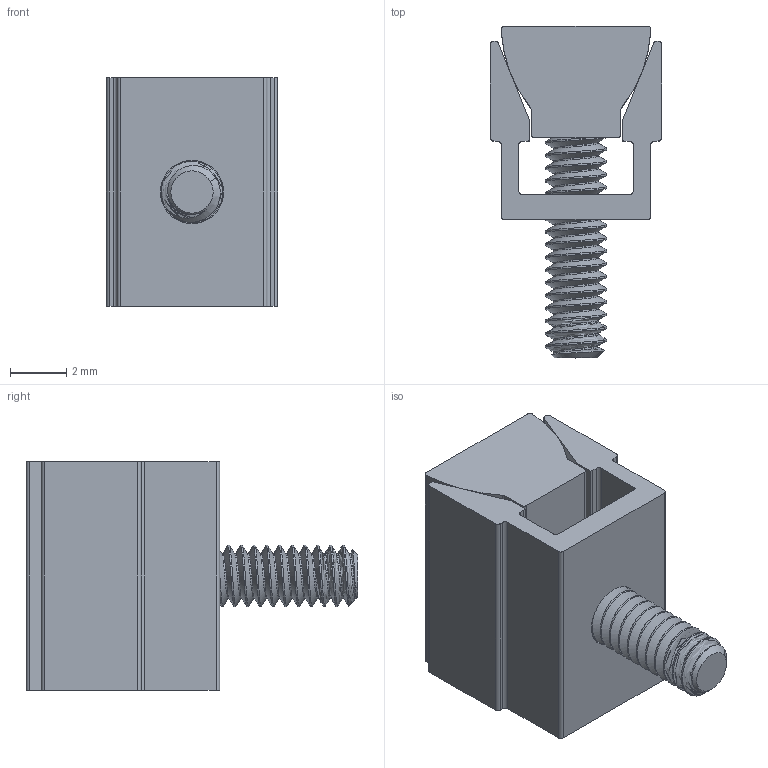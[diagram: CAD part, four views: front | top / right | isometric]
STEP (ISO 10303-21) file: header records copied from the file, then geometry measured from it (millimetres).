
FILE_DESCRIPTION (( 'STEP AP214' ), '1' );
FILE_NAME ('60250.STEP', '2022-03-09T20:33:24', ( '' ), ( '' ), 'SwSTEP 2.0', 'SolidWorks 2021', '' );
FILE_SCHEMA (( 'AUTOMOTIVE_DESIGN' ));
Length unit declared in the file: inch
Products named in the file (4): 602501_602501; 60305_60305; 60205_60205; 60250
Assembly tree (3 placements, depth 2):
  60250
    60205_60205
    60305_60305
    602501_602501
Bounding box: 6.1 x 11.81 x 8.13 mm (x, y, z)
Volume: 258 mm3; surface area: 659.2 mm2
Topology: 3 solids, 3 shells, 170 faces, 466 edges, 305 vertices
Faces by surface type: cylinder 118, plane 37, cone 13, bspline 2
Entity records: 7513 total; most frequent: CARTESIAN_POINT 3482, ORIENTED_EDGE 932, DIRECTION 715, EDGE_CURVE 466, VERTEX_POINT 305, AXIS2_PLACEMENT_3D 257, LINE 201, VECTOR 201
